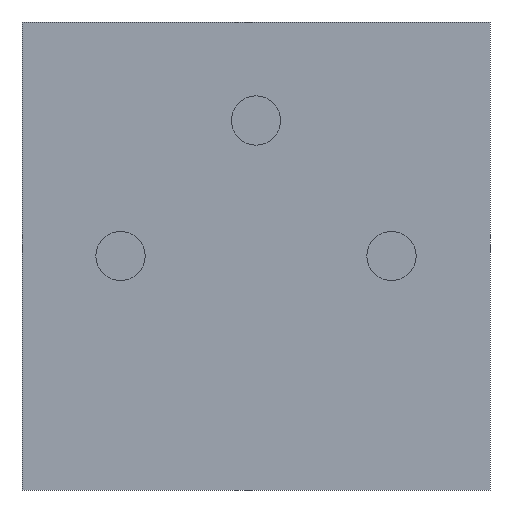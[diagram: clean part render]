
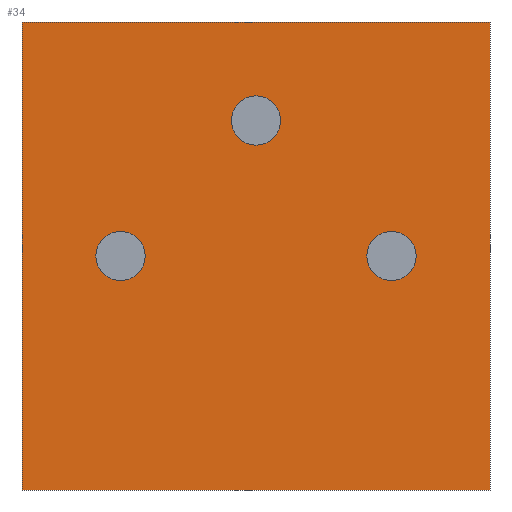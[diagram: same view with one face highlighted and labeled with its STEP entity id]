
A CAD part, front view. The second image highlights one B-rep face of the part: STEP entity #34.
In plain terms, the highlighted planar face has unit normal (0, -1, 0).
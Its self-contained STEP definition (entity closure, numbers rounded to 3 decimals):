
#11 = CARTESIAN_POINT ( 'NONE',  ( -4.75, 0., 4.75 ) ) ;
#12 = LINE ( 'NONE', #524, #566 ) ;
#22 = CARTESIAN_POINT ( 'NONE',  ( 2.75, 0., 0. ) ) ;
#29 = ORIENTED_EDGE ( 'NONE', *, *, #1035, .F. ) ;
#31 = EDGE_CURVE ( 'NONE', #1008, #630, #484, .T. ) ;
#34 = ADVANCED_FACE ( 'NONE', ( #997, #395, #137, #51 ), #385, .F. ) ;
#36 = ORIENTED_EDGE ( 'NONE', *, *, #118, .F. ) ;
#51 = FACE_OUTER_BOUND ( 'NONE', #660, .T. ) ;
#54 = DIRECTION ( 'NONE',  ( 0., 0., -1. ) ) ;
#62 = CARTESIAN_POINT ( 'NONE',  ( 2.75, 0., 0.5 ) ) ;
#67 = CARTESIAN_POINT ( 'NONE',  ( -2.75, 0., -0.5 ) ) ;
#68 = DIRECTION ( 'NONE',  ( 0., -1., 0. ) ) ;
#71 = ORIENTED_EDGE ( 'NONE', *, *, #650, .F. ) ;
#76 = CARTESIAN_POINT ( 'NONE',  ( -4.75, 0., -4.75 ) ) ;
#79 = ORIENTED_EDGE ( 'NONE', *, *, #142, .F. ) ;
#80 = VERTEX_POINT ( 'NONE', #500 ) ;
#91 = VERTEX_POINT ( 'NONE', #147 ) ;
#100 = DIRECTION ( 'NONE',  ( 0., 0., 1. ) ) ;
#114 = VECTOR ( 'NONE', #855, 1000. ) ;
#118 = EDGE_CURVE ( 'NONE', #630, #1008, #185, .T. ) ;
#121 = AXIS2_PLACEMENT_3D ( 'NONE', #157, #165, #993 ) ;
#136 = CARTESIAN_POINT ( 'NONE',  ( 0., 0., 2.75 ) ) ;
#137 = FACE_BOUND ( 'NONE', #543, .T. ) ;
#141 = EDGE_LOOP ( 'NONE', ( #79, #159 ) ) ;
#142 = EDGE_CURVE ( 'NONE', #91, #985, #845, .T. ) ;
#147 = CARTESIAN_POINT ( 'NONE',  ( 0., 0., 3.25 ) ) ;
#152 = DIRECTION ( 'NONE',  ( 0., 0., 1. ) ) ;
#157 = CARTESIAN_POINT ( 'NONE',  ( -2.75, 0., 0. ) ) ;
#159 = ORIENTED_EDGE ( 'NONE', *, *, #162, .F. ) ;
#162 = EDGE_CURVE ( 'NONE', #985, #91, #1044, .T. ) ;
#165 = DIRECTION ( 'NONE',  ( 0., -1., 0. ) ) ;
#169 = CARTESIAN_POINT ( 'NONE',  ( 2.75, 0., 0. ) ) ;
#185 = CIRCLE ( 'NONE', #121, 0.5 ) ;
#230 = LINE ( 'NONE', #415, #114 ) ;
#232 = VERTEX_POINT ( 'NONE', #330 ) ;
#256 = LINE ( 'NONE', #868, #624 ) ;
#257 = VERTEX_POINT ( 'NONE', #11 ) ;
#309 = DIRECTION ( 'NONE',  ( 0., -1., 0. ) ) ;
#330 = CARTESIAN_POINT ( 'NONE',  ( 4.75, 0., 4.75 ) ) ;
#341 = CARTESIAN_POINT ( 'NONE',  ( 0., 0., 2.25 ) ) ;
#353 = DIRECTION ( 'NONE',  ( 0., -1., 0. ) ) ;
#371 = ORIENTED_EDGE ( 'NONE', *, *, #31, .F. ) ;
#385 = PLANE ( 'NONE',  #1068 ) ;
#393 = AXIS2_PLACEMENT_3D ( 'NONE', #1087, #309, #579 ) ;
#395 = FACE_BOUND ( 'NONE', #641, .T. ) ;
#410 = DIRECTION ( 'NONE',  ( 0., 0., 1. ) ) ;
#415 = CARTESIAN_POINT ( 'NONE',  ( 4.75, 0., 4.75 ) ) ;
#416 = EDGE_CURVE ( 'NONE', #80, #731, #733, .T. ) ;
#462 = CIRCLE ( 'NONE', #893, 0.5 ) ;
#466 = DIRECTION ( 'NONE',  ( 0., 0., 1. ) ) ;
#484 = CIRCLE ( 'NONE', #698, 0.5 ) ;
#487 = CARTESIAN_POINT ( 'NONE',  ( 4.75, 0., 4.75 ) ) ;
#500 = CARTESIAN_POINT ( 'NONE',  ( 2.75, 0., -0.5 ) ) ;
#524 = CARTESIAN_POINT ( 'NONE',  ( 4.75, 0., -4.75 ) ) ;
#543 = EDGE_LOOP ( 'NONE', ( #371, #36 ) ) ;
#566 = VECTOR ( 'NONE', #881, 1000. ) ;
#579 = DIRECTION ( 'NONE',  ( 0., 0., 1. ) ) ;
#594 = DIRECTION ( 'NONE',  ( 0., -1., 0. ) ) ;
#597 = CARTESIAN_POINT ( 'NONE',  ( 4.75, 0., -4.75 ) ) ;
#614 = VERTEX_POINT ( 'NONE', #76 ) ;
#624 = VECTOR ( 'NONE', #100, 1000. ) ;
#630 = VERTEX_POINT ( 'NONE', #67 ) ;
#641 = EDGE_LOOP ( 'NONE', ( #649, #1109 ) ) ;
#645 = DIRECTION ( 'NONE',  ( 0., 1., 0. ) ) ;
#646 = ORIENTED_EDGE ( 'NONE', *, *, #937, .F. ) ;
#649 = ORIENTED_EDGE ( 'NONE', *, *, #730, .F. ) ;
#650 = EDGE_CURVE ( 'NONE', #257, #232, #230, .T. ) ;
#660 = EDGE_LOOP ( 'NONE', ( #29, #773, #646, #71 ) ) ;
#698 = AXIS2_PLACEMENT_3D ( 'NONE', #727, #911, #152 ) ;
#708 = CARTESIAN_POINT ( 'NONE',  ( -2.75, 0., 0.5 ) ) ;
#718 = DIRECTION ( 'NONE',  ( 0., 0., 1. ) ) ;
#727 = CARTESIAN_POINT ( 'NONE',  ( -2.75, 0., 0. ) ) ;
#730 = EDGE_CURVE ( 'NONE', #731, #80, #462, .T. ) ;
#731 = VERTEX_POINT ( 'NONE', #62 ) ;
#733 = CIRCLE ( 'NONE', #842, 0.5 ) ;
#737 = VECTOR ( 'NONE', #54, 1000. ) ;
#745 = CARTESIAN_POINT ( 'NONE',  ( 0., 0., 0. ) ) ;
#773 = ORIENTED_EDGE ( 'NONE', *, *, #1053, .F. ) ;
#842 = AXIS2_PLACEMENT_3D ( 'NONE', #22, #353, #718 ) ;
#845 = CIRCLE ( 'NONE', #393, 0.5 ) ;
#855 = DIRECTION ( 'NONE',  ( 1., 0., 0. ) ) ;
#868 = CARTESIAN_POINT ( 'NONE',  ( -4.75, 0., 4.75 ) ) ;
#881 = DIRECTION ( 'NONE',  ( -1., 0., 0. ) ) ;
#893 = AXIS2_PLACEMENT_3D ( 'NONE', #169, #594, #410 ) ;
#911 = DIRECTION ( 'NONE',  ( 0., -1., 0. ) ) ;
#937 = EDGE_CURVE ( 'NONE', #232, #976, #1108, .T. ) ;
#976 = VERTEX_POINT ( 'NONE', #597 ) ;
#981 = AXIS2_PLACEMENT_3D ( 'NONE', #136, #68, #1103 ) ;
#985 = VERTEX_POINT ( 'NONE', #341 ) ;
#993 = DIRECTION ( 'NONE',  ( 0., 0., 1. ) ) ;
#997 = FACE_BOUND ( 'NONE', #141, .T. ) ;
#1008 = VERTEX_POINT ( 'NONE', #708 ) ;
#1035 = EDGE_CURVE ( 'NONE', #614, #257, #256, .T. ) ;
#1044 = CIRCLE ( 'NONE', #981, 0.5 ) ;
#1053 = EDGE_CURVE ( 'NONE', #976, #614, #12, .T. ) ;
#1068 = AXIS2_PLACEMENT_3D ( 'NONE', #745, #645, #466 ) ;
#1087 = CARTESIAN_POINT ( 'NONE',  ( 0., 0., 2.75 ) ) ;
#1103 = DIRECTION ( 'NONE',  ( 0., 0., 1. ) ) ;
#1108 = LINE ( 'NONE', #487, #737 ) ;
#1109 = ORIENTED_EDGE ( 'NONE', *, *, #416, .F. ) ;
